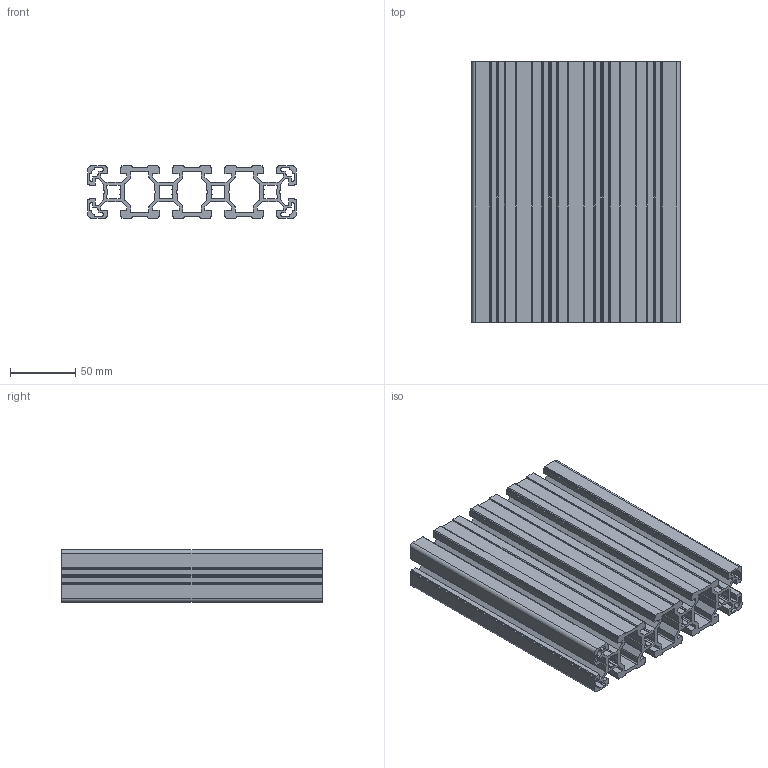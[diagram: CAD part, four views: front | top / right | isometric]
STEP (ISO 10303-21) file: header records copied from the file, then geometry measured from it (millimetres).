
FILE_DESCRIPTION (( 'STEP AP203' ), '1' );
FILE_NAME ('411993143_c_1.STEP', '2022-10-24T02:12:46', ( '' ), ( '' ), 'SwSTEP 2.0', 'SolidWorks 2014', '' );
FILE_SCHEMA (( 'CONFIG_CONTROL_DESIGN' ));
Length unit declared in the file: millimetre
Products named in the file (1): 411993143_c_1
Bounding box: 160 x 200 x 40 mm (x, y, z)
Volume: 423607.8 mm3; surface area: 287673.6 mm2
Topology: 1 solids, 1 shells, 664 faces, 1986 edges, 1324 vertices
Faces by surface type: plane 350, cylinder 314
Entity records: 22619 total; most frequent: CARTESIAN_POINT 3975, ORIENTED_EDGE 3972, DIRECTION 3944, EDGE_CURVE 1986, VECTOR 1358, LINE 1358, VERTEX_POINT 1324, AXIS2_PLACEMENT_3D 1293
